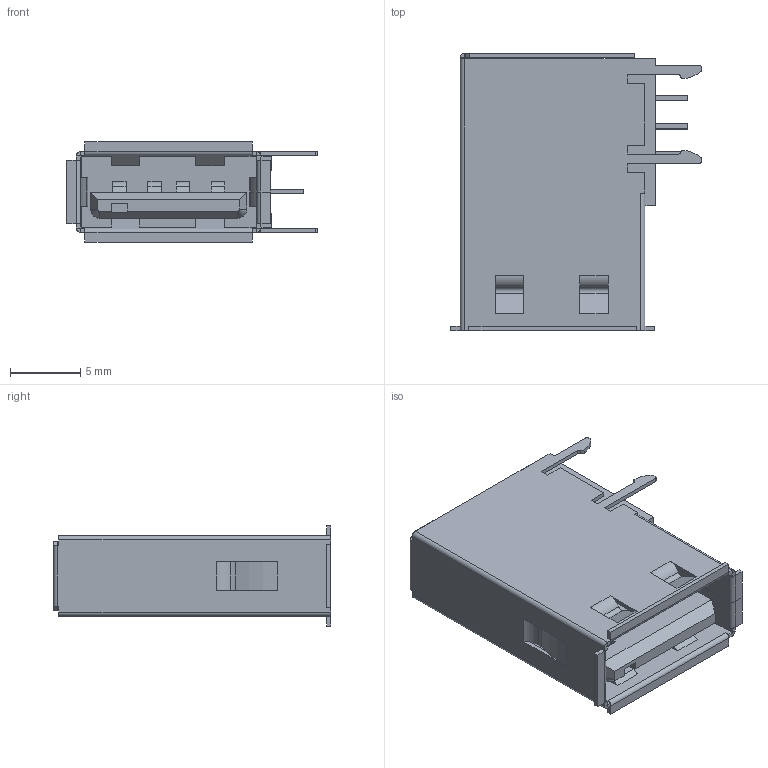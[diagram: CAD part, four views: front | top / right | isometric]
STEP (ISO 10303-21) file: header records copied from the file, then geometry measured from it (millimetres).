
FILE_DESCRIPTION(('STEP AP214'),'1');
FILE_NAME('70930.stp','2017-06-05T05:34:23',('TraceParts'),('TraceParts S.A.'),'Spatial InterOp 3D',' ',' ');
FILE_SCHEMA(('automotive_design'));
Length unit declared in the file: millimetre
Products named in the file (1): 73725-0110BLFC
Bounding box: 17.81 x 19.7 x 7.12 mm (x, y, z)
Volume: 659.7 mm3; surface area: 2389.3 mm2
Topology: 1 solids, 1 shells, 477 faces, 1220 edges, 724 vertices
Faces by surface type: plane 353, cylinder 122, cone 2
Entity records: 14135 total; most frequent: ORIENTED_EDGE 2440, CARTESIAN_POINT 2422, DIRECTION 2422, EDGE_CURVE 1220, LINE 974, VECTOR 974, AXIS2_PLACEMENT_3D 724, VERTEX_POINT 724
